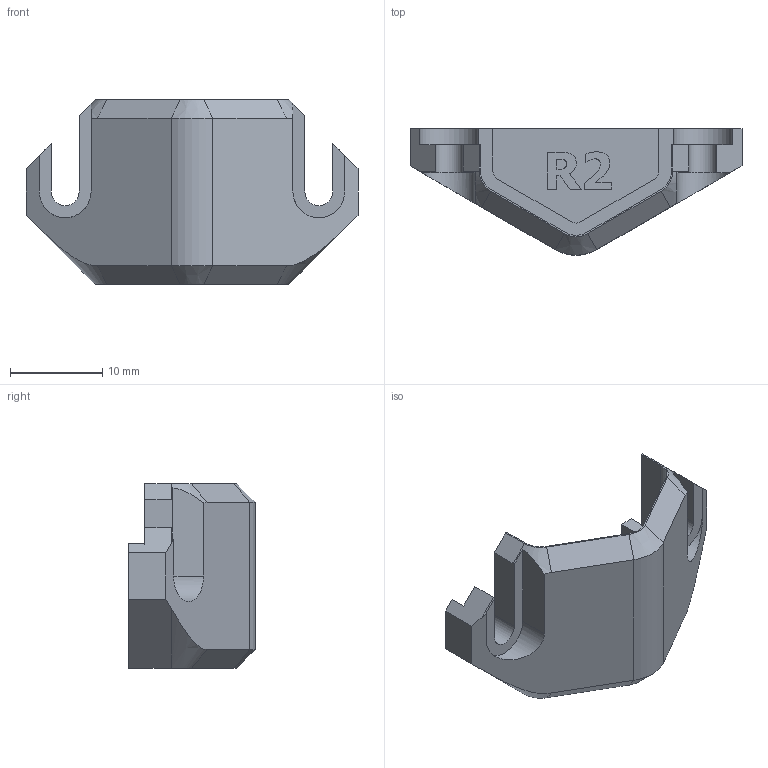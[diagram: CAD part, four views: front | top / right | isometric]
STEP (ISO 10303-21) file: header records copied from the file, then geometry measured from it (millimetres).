
FILE_DESCRIPTION(/* description */ (''),/* implementation_level */ '2;1');
FILE_NAME(/* name */ 'psu-cable-cover_R.stp',/* time_stamp */ '2024-01-26T10:17:13+01:00',/* author */ ('Mikuláček'),/* organization */ (''),/* preprocessor_version */ 'ST-DEVELOPER v19.2',/* originating_system */ 'Autodesk Inventor 2023',/* authorisation */ '');
FILE_SCHEMA (('AUTOMOTIVE_DESIGN { 1 0 10303 214 3 1 1 }'));
Length unit declared in the file: millimetre
Products named in the file (1): psu-cable-cover_F1
Bounding box: 36 x 13.74 x 20 mm (x, y, z)
Volume: 2480.4 mm3; surface area: 2286 mm2
Topology: 1 solids, 1 shells, 99 faces, 278 edges, 184 vertices
Faces by surface type: plane 63, bspline 16, cylinder 13, cone 7
Entity records: 3277 total; most frequent: CARTESIAN_POINT 798, ORIENTED_EDGE 556, DIRECTION 432, EDGE_CURVE 278, LINE 200, VECTOR 200, VERTEX_POINT 184, AXIS2_PLACEMENT_3D 116
